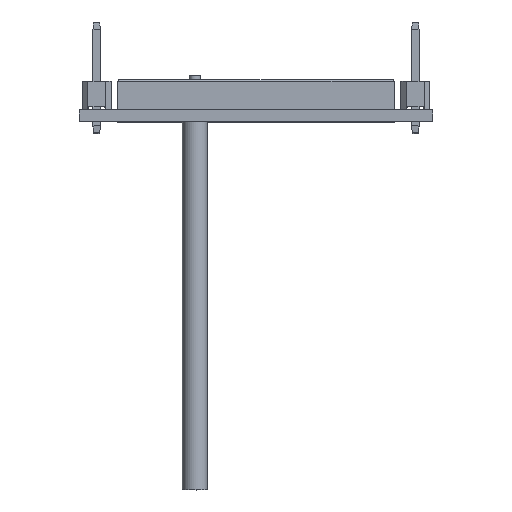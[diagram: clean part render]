
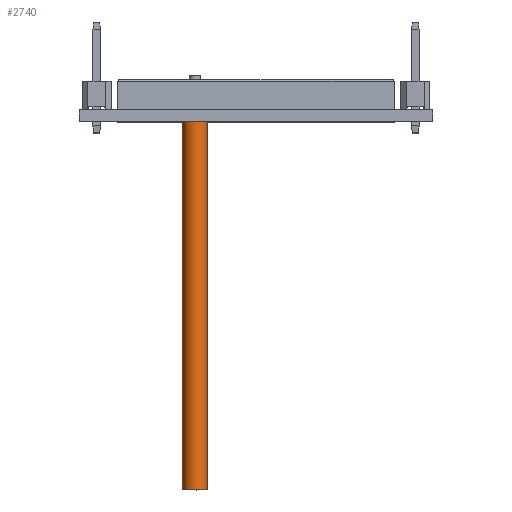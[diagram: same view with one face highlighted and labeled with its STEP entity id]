
A CAD part, top view. The second image highlights one B-rep face of the part: STEP entity #2740.
In plain terms, the highlighted cylindrical face has radius 0.864 mm (diameter 1.727 mm), a full revolution.
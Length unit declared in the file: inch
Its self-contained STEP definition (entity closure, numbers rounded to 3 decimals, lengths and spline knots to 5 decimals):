
#451=FACE_OUTER_BOUND('',#706,.T.);
#706=EDGE_LOOP('',(#2298,#2299,#2300,#2301));
#872=LINE('',#4541,#1074);
#1074=VECTOR('',#3756,0.034);
#1292=CIRCLE('',#3084,0.034);
#1293=CIRCLE('',#3085,0.034);
#1448=VERTEX_POINT('',#4538);
#1449=VERTEX_POINT('',#4540);
#1740=EDGE_CURVE('',#1448,#1448,#1292,.T.);
#1741=EDGE_CURVE('',#1448,#1449,#872,.T.);
#1742=EDGE_CURVE('',#1449,#1449,#1293,.T.);
#2298=ORIENTED_EDGE('',*,*,#1740,.F.);
#2299=ORIENTED_EDGE('',*,*,#1741,.T.);
#2300=ORIENTED_EDGE('',*,*,#1742,.T.);
#2301=ORIENTED_EDGE('',*,*,#1741,.F.);
#2608=CYLINDRICAL_SURFACE('',#3083,0.034);
#2740=ADVANCED_FACE('',(#451),#2608,.T.);
#3083=AXIS2_PLACEMENT_3D('',#4537,#3752,#3753);
#3084=AXIS2_PLACEMENT_3D('',#4539,#3754,#3755);
#3085=AXIS2_PLACEMENT_3D('',#4542,#3757,#3758);
#3752=DIRECTION('center_axis',(0.,0.,1.));
#3753=DIRECTION('ref_axis',(1.,0.,0.));
#3754=DIRECTION('center_axis',(0.,0.,1.));
#3755=DIRECTION('ref_axis',(1.,0.,0.));
#3756=DIRECTION('',(0.,0.,-1.));
#3757=DIRECTION('center_axis',(0.,0.,1.));
#3758=DIRECTION('ref_axis',(1.,0.,0.));
#4537=CARTESIAN_POINT('Origin',(0.,0.,0.125));
#4538=CARTESIAN_POINT('',(-0.034,0.,1.125));
#4539=CARTESIAN_POINT('Origin',(0.,0.,1.125));
#4540=CARTESIAN_POINT('',(-0.034,0.,0.125));
#4541=CARTESIAN_POINT('',(-0.034,0.,0.125));
#4542=CARTESIAN_POINT('Origin',(0.,0.,0.125));
